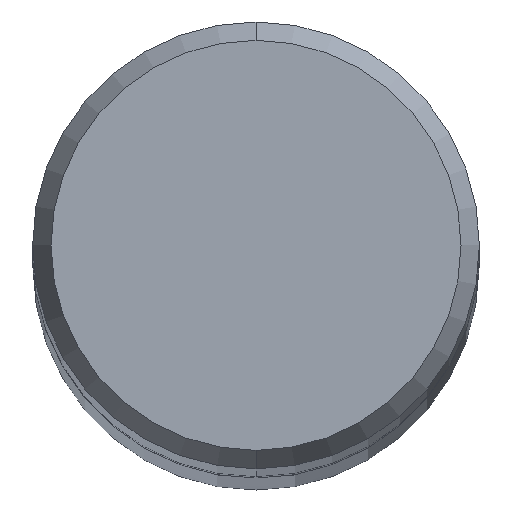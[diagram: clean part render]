
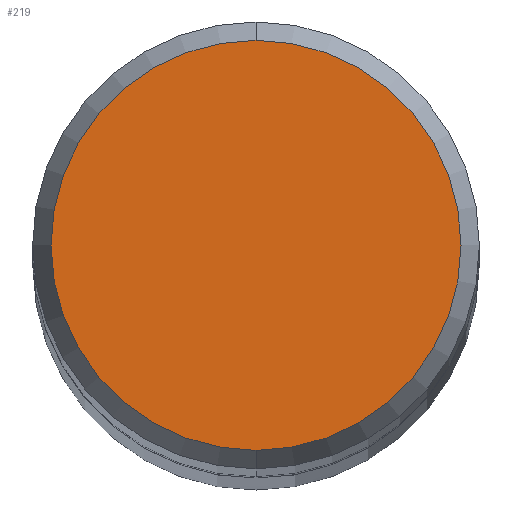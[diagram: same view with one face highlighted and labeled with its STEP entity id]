
A CAD part, top view. The second image highlights one B-rep face of the part: STEP entity #219.
In plain terms, the highlighted planar face has unit normal (0, 0, 1).
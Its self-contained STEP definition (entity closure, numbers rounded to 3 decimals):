
#109=VERTEX_POINT('',#261);
#111=EDGE_CURVE('',#229,#109,#263,.T.);
#145=EDGE_CURVE('',#109,#229,#302,.T.);
#219=ADVANCED_FACE('',(#386),#387,.T.);
#229=VERTEX_POINT('',#397);
#261=CARTESIAN_POINT('',(0.,-2.552,0.0));
#263=CIRCLE('',#431,2.552);
#302=CIRCLE('',#482,2.552);
#386=FACE_OUTER_BOUND('',#585,.T.);
#387=PLANE('',#586);
#397=CARTESIAN_POINT('',(0.0,2.552,0.0));
#431=AXIS2_PLACEMENT_3D('',#615,#616,#617);
#482=AXIS2_PLACEMENT_3D('',#675,#676,#677);
#585=EDGE_LOOP('',(#784,#785));
#586=AXIS2_PLACEMENT_3D('',#786,#787,#788);
#615=CARTESIAN_POINT('',(0.0,0.0,0.0));
#616=DIRECTION('',(0.0,0.0,-1.0));
#617=DIRECTION('',(0.0,1.0,0.0));
#675=CARTESIAN_POINT('',(0.0,0.0,0.0));
#676=DIRECTION('',(0.0,0.0,-1.0));
#677=DIRECTION('',(0.0,1.0,0.0));
#784=ORIENTED_EDGE('',*,*,#111,.F.);
#785=ORIENTED_EDGE('',*,*,#145,.F.);
#786=CARTESIAN_POINT('',(0.0,1.276,0.0));
#787=DIRECTION('',(-0.0,0.0,1.0));
#788=DIRECTION('',(0.0,-1.0,0.0));
